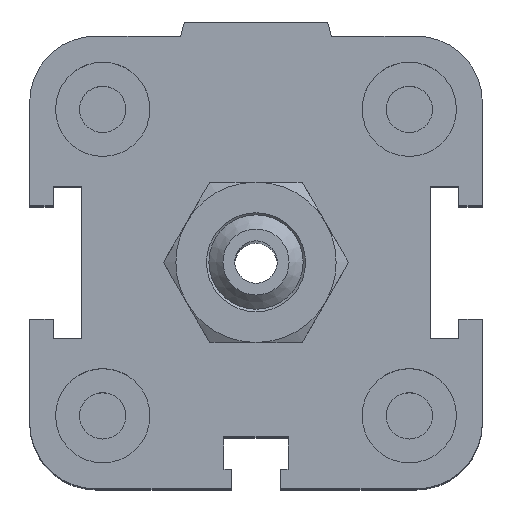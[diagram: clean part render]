
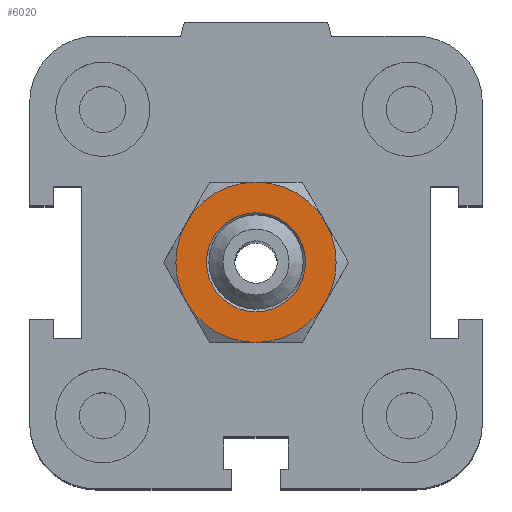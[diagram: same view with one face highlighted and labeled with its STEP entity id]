
A CAD part, top view. The second image highlights one B-rep face of the part: STEP entity #6020.
In plain terms, the highlighted planar face has unit normal (0, 0, 1).
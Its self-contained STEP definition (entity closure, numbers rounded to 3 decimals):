
#5586=CARTESIAN_POINT('',(7.361,4.25,6.));
#5587=VERTEX_POINT('',#5586);
#5601=CARTESIAN_POINT('',(0.,8.5,6.));
#5602=VERTEX_POINT('',#5601);
#5616=CARTESIAN_POINT('',(0.0,0.0,6.));
#5617=DIRECTION('',(0.0,0.0,1.));
#5618=DIRECTION('',(-0.866,-0.5,0.0));
#5619=AXIS2_PLACEMENT_3D('',#5616,#5617,#5618);
#5620=CIRCLE('',#5619,8.5);
#5621=EDGE_CURVE('',#5587,#5602,#5620,.T.);
#5633=CARTESIAN_POINT('',(7.361,-4.25,6.));
#5634=VERTEX_POINT('',#5633);
#5661=CARTESIAN_POINT('',(0.0,0.0,6.));
#5662=DIRECTION('',(0.0,0.0,1.));
#5663=DIRECTION('',(-0.866,-0.5,0.0));
#5664=AXIS2_PLACEMENT_3D('',#5661,#5662,#5663);
#5665=CIRCLE('',#5664,8.5);
#5666=EDGE_CURVE('',#5634,#5587,#5665,.T.);
#5678=CARTESIAN_POINT('',(0.,-8.5,6.));
#5679=VERTEX_POINT('',#5678);
#5706=CARTESIAN_POINT('',(0.0,0.0,6.));
#5707=DIRECTION('',(0.0,0.0,1.));
#5708=DIRECTION('',(-0.866,-0.5,0.0));
#5709=AXIS2_PLACEMENT_3D('',#5706,#5707,#5708);
#5710=CIRCLE('',#5709,8.5);
#5711=EDGE_CURVE('',#5679,#5634,#5710,.T.);
#5736=CARTESIAN_POINT('',(-7.361,-4.25,6.));
#5737=VERTEX_POINT('',#5736);
#5738=CARTESIAN_POINT('',(0.0,0.0,6.));
#5739=DIRECTION('',(0.0,0.0,1.));
#5740=DIRECTION('',(-0.866,-0.5,0.0));
#5741=AXIS2_PLACEMENT_3D('',#5738,#5739,#5740);
#5742=CIRCLE('',#5741,8.5);
#5743=EDGE_CURVE('',#5737,#5679,#5742,.T.);
#5781=CARTESIAN_POINT('',(-7.361,4.25,6.));
#5782=VERTEX_POINT('',#5781);
#5783=CARTESIAN_POINT('',(0.0,0.0,6.));
#5784=DIRECTION('',(0.0,0.0,1.));
#5785=DIRECTION('',(-0.866,-0.5,0.0));
#5786=AXIS2_PLACEMENT_3D('',#5783,#5784,#5785);
#5787=CIRCLE('',#5786,8.5);
#5788=EDGE_CURVE('',#5782,#5737,#5787,.T.);
#5826=CARTESIAN_POINT('',(0.0,0.0,6.));
#5827=DIRECTION('',(0.0,0.0,1.));
#5828=DIRECTION('',(-0.866,-0.5,0.0));
#5829=AXIS2_PLACEMENT_3D('',#5826,#5827,#5828);
#5830=CIRCLE('',#5829,8.5);
#5831=EDGE_CURVE('',#5602,#5782,#5830,.T.);
#5956=CARTESIAN_POINT('',(5.25,0.0,6.));
#5957=VERTEX_POINT('',#5956);
#5958=CARTESIAN_POINT('',(0.0,0.0,6.));
#5959=DIRECTION('',(0.0,0.0,-1.0));
#5960=DIRECTION('',(1.0,0.0,0.0));
#5961=AXIS2_PLACEMENT_3D('',#5958,#5959,#5960);
#5962=CIRCLE('',#5961,5.25);
#5963=EDGE_CURVE('',#5957,#5957,#5962,.T.);
#6004=CARTESIAN_POINT('',(0.,0.0,6.));
#6005=DIRECTION('',(0.0,0.0,1.0));
#6006=DIRECTION('',(1.0,0.0,0.0));
#6007=AXIS2_PLACEMENT_3D('',#6004,#6005,#6006);
#6008=PLANE('',#6007);
#6009=ORIENTED_EDGE('',*,*,#5831,.T.);
#6010=ORIENTED_EDGE('',*,*,#5788,.T.);
#6011=ORIENTED_EDGE('',*,*,#5743,.T.);
#6012=ORIENTED_EDGE('',*,*,#5711,.T.);
#6013=ORIENTED_EDGE('',*,*,#5666,.T.);
#6014=ORIENTED_EDGE('',*,*,#5621,.T.);
#6015=EDGE_LOOP('',(#6009,#6010,#6011,#6012,#6013,#6014));
#6016=FACE_OUTER_BOUND('',#6015,.T.);
#6017=ORIENTED_EDGE('',*,*,#5963,.T.);
#6018=EDGE_LOOP('',(#6017));
#6019=FACE_BOUND('',#6018,.T.);
#6020=ADVANCED_FACE('',(#6016,#6019),#6008,.T.);
